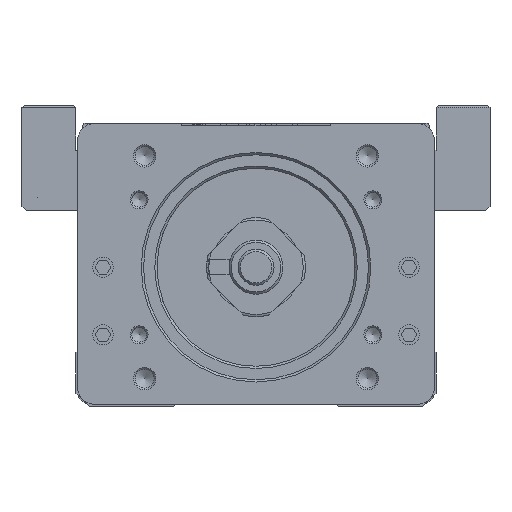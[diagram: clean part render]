
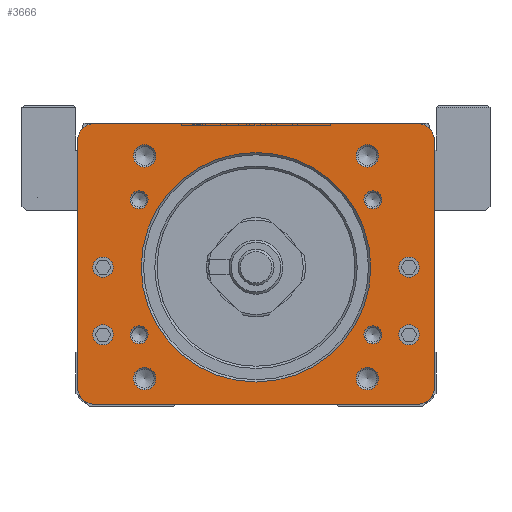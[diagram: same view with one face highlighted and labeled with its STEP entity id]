
A CAD part, front view. The second image highlights one B-rep face of the part: STEP entity #3666.
In plain terms, the highlighted planar face has unit normal (0, -1, 0).
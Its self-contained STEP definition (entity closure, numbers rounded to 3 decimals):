
#3666=ADVANCED_FACE('',(#6524,#6525,#6526,#6527,#6528,#6529,#6530,#6531,
#6532,#6533,#6534,#6535,#6536,#6537),#5274,.T.);
#5274=PLANE('',#35656);
#6524=FACE_BOUND('',#8536,.T.);
#6525=FACE_BOUND('',#8537,.T.);
#6526=FACE_BOUND('',#8538,.T.);
#6527=FACE_BOUND('',#8539,.T.);
#6528=FACE_BOUND('',#8540,.T.);
#6529=FACE_BOUND('',#8541,.T.);
#6530=FACE_BOUND('',#8542,.T.);
#6531=FACE_BOUND('',#8543,.T.);
#6532=FACE_BOUND('',#8544,.T.);
#6533=FACE_BOUND('',#8545,.T.);
#6534=FACE_BOUND('',#8546,.T.);
#6535=FACE_BOUND('',#8547,.T.);
#6536=FACE_BOUND('',#8548,.T.);
#6537=FACE_BOUND('',#8549,.T.);
#8536=EDGE_LOOP('',(#15639));
#8537=EDGE_LOOP('',(#15640));
#8538=EDGE_LOOP('',(#15641));
#8539=EDGE_LOOP('',(#15642));
#8540=EDGE_LOOP('',(#15643));
#8541=EDGE_LOOP('',(#15644));
#8542=EDGE_LOOP('',(#15645));
#8543=EDGE_LOOP('',(#15646));
#8544=EDGE_LOOP('',(#15647));
#8545=EDGE_LOOP('',(#15648));
#8546=EDGE_LOOP('',(#15649));
#8547=EDGE_LOOP('',(#15650));
#8548=EDGE_LOOP('',(#15651));
#8549=EDGE_LOOP('',(#15652,#15653,#15654,#15655,#15656,#15657,#15658,#15659));
#10177=CIRCLE('',#35466,4.);
#10178=CIRCLE('',#35468,4.);
#10179=CIRCLE('',#35470,2.);
#10180=CIRCLE('',#35472,2.);
#10181=CIRCLE('',#35474,2.);
#10182=CIRCLE('',#35476,2.);
#10183=CIRCLE('',#35478,2.5);
#10184=CIRCLE('',#35480,2.5);
#10185=CIRCLE('',#35482,2.5);
#10186=CIRCLE('',#35484,2.5);
#10187=CIRCLE('',#35486,25.5);
#10192=CIRCLE('',#35495,2.25);
#10194=CIRCLE('',#35498,2.25);
#10196=CIRCLE('',#35501,2.25);
#10198=CIRCLE('',#35504,2.25);
#10266=CIRCLE('',#35652,4.);
#10268=CIRCLE('',#35655,4.);
#15639=ORIENTED_EDGE('',*,*,#25322,.T.);
#15640=ORIENTED_EDGE('',*,*,#25321,.T.);
#15641=ORIENTED_EDGE('',*,*,#25320,.T.);
#15642=ORIENTED_EDGE('',*,*,#25319,.T.);
#15643=ORIENTED_EDGE('',*,*,#25318,.T.);
#15644=ORIENTED_EDGE('',*,*,#25317,.T.);
#15645=ORIENTED_EDGE('',*,*,#25316,.T.);
#15646=ORIENTED_EDGE('',*,*,#25315,.T.);
#15647=ORIENTED_EDGE('',*,*,#25314,.T.);
#15648=ORIENTED_EDGE('',*,*,#25334,.T.);
#15649=ORIENTED_EDGE('',*,*,#25332,.T.);
#15650=ORIENTED_EDGE('',*,*,#25330,.T.);
#15651=ORIENTED_EDGE('',*,*,#25328,.T.);
#15652=ORIENTED_EDGE('',*,*,#25499,.T.);
#15653=ORIENTED_EDGE('',*,*,#25502,.T.);
#15654=ORIENTED_EDGE('',*,*,#25503,.T.);
#15655=ORIENTED_EDGE('',*,*,#25438,.T.);
#15656=ORIENTED_EDGE('',*,*,#25312,.T.);
#15657=ORIENTED_EDGE('',*,*,#25376,.T.);
#15658=ORIENTED_EDGE('',*,*,#25309,.T.);
#15659=ORIENTED_EDGE('',*,*,#25431,.T.);
#21452=VERTEX_POINT('',#52593);
#21453=VERTEX_POINT('',#52595);
#21454=VERTEX_POINT('',#52599);
#21455=VERTEX_POINT('',#52601);
#21456=VERTEX_POINT('',#52605);
#21457=VERTEX_POINT('',#52608);
#21458=VERTEX_POINT('',#52611);
#21459=VERTEX_POINT('',#52614);
#21460=VERTEX_POINT('',#52617);
#21461=VERTEX_POINT('',#52620);
#21462=VERTEX_POINT('',#52623);
#21463=VERTEX_POINT('',#52626);
#21464=VERTEX_POINT('',#52629);
#21469=VERTEX_POINT('',#52644);
#21471=VERTEX_POINT('',#52649);
#21473=VERTEX_POINT('',#52654);
#21475=VERTEX_POINT('',#52659);
#21542=VERTEX_POINT('',#52968);
#21547=VERTEX_POINT('',#52982);
#21603=VERTEX_POINT('',#53125);
#21605=VERTEX_POINT('',#53131);
#25309=EDGE_CURVE('',#21453,#21452,#10177,.T.);
#25312=EDGE_CURVE('',#21455,#21454,#10178,.T.);
#25314=EDGE_CURVE('',#21456,#21456,#10179,.T.);
#25315=EDGE_CURVE('',#21457,#21457,#10180,.T.);
#25316=EDGE_CURVE('',#21458,#21458,#10181,.T.);
#25317=EDGE_CURVE('',#21459,#21459,#10182,.T.);
#25318=EDGE_CURVE('',#21460,#21460,#10183,.T.);
#25319=EDGE_CURVE('',#21461,#21461,#10184,.T.);
#25320=EDGE_CURVE('',#21462,#21462,#10185,.T.);
#25321=EDGE_CURVE('',#21463,#21463,#10186,.T.);
#25322=EDGE_CURVE('',#21464,#21464,#10187,.T.);
#25328=EDGE_CURVE('',#21469,#21469,#10192,.T.);
#25330=EDGE_CURVE('',#21471,#21471,#10194,.T.);
#25332=EDGE_CURVE('',#21473,#21473,#10196,.T.);
#25334=EDGE_CURVE('',#21475,#21475,#10198,.T.);
#25376=EDGE_CURVE('',#21454,#21453,#29252,.T.);
#25431=EDGE_CURVE('',#21452,#21542,#29277,.T.);
#25438=EDGE_CURVE('',#21547,#21455,#29284,.T.);
#25499=EDGE_CURVE('',#21542,#21603,#10266,.T.);
#25502=EDGE_CURVE('',#21603,#21605,#29310,.T.);
#25503=EDGE_CURVE('',#21605,#21547,#10268,.T.);
#29252=LINE('',#52804,#32516);
#29277=LINE('',#52969,#32541);
#29284=LINE('',#52981,#32548);
#29310=LINE('',#53130,#32574);
#32516=VECTOR('',#41923,1.);
#32541=VECTOR('',#42058,1.);
#32548=VECTOR('',#42067,1.);
#32574=VECTOR('',#42223,1.);
#35466=AXIS2_PLACEMENT_3D('',#52594,#41762,#41763);
#35468=AXIS2_PLACEMENT_3D('',#52600,#41768,#41769);
#35470=AXIS2_PLACEMENT_3D('',#52604,#41773,#41774);
#35472=AXIS2_PLACEMENT_3D('',#52607,#41777,#41778);
#35474=AXIS2_PLACEMENT_3D('',#52610,#41781,#41782);
#35476=AXIS2_PLACEMENT_3D('',#52613,#41785,#41786);
#35478=AXIS2_PLACEMENT_3D('',#52616,#41789,#41790);
#35480=AXIS2_PLACEMENT_3D('',#52619,#41793,#41794);
#35482=AXIS2_PLACEMENT_3D('',#52622,#41797,#41798);
#35484=AXIS2_PLACEMENT_3D('',#52625,#41801,#41802);
#35486=AXIS2_PLACEMENT_3D('',#52628,#41805,#41806);
#35495=AXIS2_PLACEMENT_3D('',#52643,#41824,#41825);
#35498=AXIS2_PLACEMENT_3D('',#52648,#41830,#41831);
#35501=AXIS2_PLACEMENT_3D('',#52653,#41836,#41837);
#35504=AXIS2_PLACEMENT_3D('',#52658,#41842,#41843);
#35652=AXIS2_PLACEMENT_3D('',#53124,#42216,#42217);
#35655=AXIS2_PLACEMENT_3D('',#53132,#42224,#42225);
#35656=AXIS2_PLACEMENT_3D('',#53133,#42226,#42227);
#41762=DIRECTION('',(0.,-1.,0.));
#41763=DIRECTION('',(1.,0.,0.));
#41768=DIRECTION('',(0.,-1.,0.));
#41769=DIRECTION('',(1.,0.,0.));
#41773=DIRECTION('',(0.,1.,0.));
#41774=DIRECTION('',(0.,0.,-1.));
#41777=DIRECTION('',(0.,1.,0.));
#41778=DIRECTION('',(0.,0.,-1.));
#41781=DIRECTION('',(0.,1.,0.));
#41782=DIRECTION('',(0.,0.,-1.));
#41785=DIRECTION('',(0.,1.,0.));
#41786=DIRECTION('',(0.,0.,-1.));
#41789=DIRECTION('',(0.,1.,0.));
#41790=DIRECTION('',(0.,0.,-1.));
#41793=DIRECTION('',(0.,1.,0.));
#41794=DIRECTION('',(0.,0.,-1.));
#41797=DIRECTION('',(0.,1.,0.));
#41798=DIRECTION('',(0.,0.,-1.));
#41801=DIRECTION('',(0.,1.,0.));
#41802=DIRECTION('',(0.,0.,-1.));
#41805=DIRECTION('',(0.,1.,0.));
#41806=DIRECTION('',(0.,0.,-1.));
#41824=DIRECTION('',(0.,1.,0.));
#41825=DIRECTION('',(0.,0.,-1.));
#41830=DIRECTION('',(0.,1.,0.));
#41831=DIRECTION('',(0.,0.,-1.));
#41836=DIRECTION('',(0.,1.,0.));
#41837=DIRECTION('',(0.,0.,-1.));
#41842=DIRECTION('',(0.,1.,0.));
#41843=DIRECTION('',(0.,0.,-1.));
#41923=DIRECTION('',(-1.,0.,0.));
#42058=DIRECTION('',(0.,0.,-1.));
#42067=DIRECTION('',(0.,0.,1.));
#42216=DIRECTION('',(0.,-1.,0.));
#42217=DIRECTION('',(1.,0.,0.));
#42223=DIRECTION('',(1.,0.,0.));
#42224=DIRECTION('',(0.,-1.,0.));
#42225=DIRECTION('',(1.,0.,0.));
#42226=DIRECTION('',(0.,-1.,0.));
#42227=DIRECTION('',(0.,0.,1.));
#52593=CARTESIAN_POINT('',(-39.7,-243.7,40.));
#52594=CARTESIAN_POINT('',(-35.7,-243.7,40.));
#52595=CARTESIAN_POINT('',(-35.7,-243.7,44.));
#52599=CARTESIAN_POINT('',(35.7,-243.7,44.));
#52600=CARTESIAN_POINT('',(35.7,-243.7,40.));
#52601=CARTESIAN_POINT('',(39.7,-243.7,40.));
#52604=CARTESIAN_POINT('',(-25.981,-243.7,27.));
#52605=CARTESIAN_POINT('',(-25.981,-243.7,25.));
#52607=CARTESIAN_POINT('',(-25.981,-243.7,-3.));
#52608=CARTESIAN_POINT('',(-25.981,-243.7,-5.));
#52610=CARTESIAN_POINT('',(25.981,-243.7,27.));
#52611=CARTESIAN_POINT('',(25.981,-243.7,25.));
#52613=CARTESIAN_POINT('',(25.981,-243.7,-3.));
#52614=CARTESIAN_POINT('',(25.981,-243.7,-5.));
#52616=CARTESIAN_POINT('',(24.749,-243.7,36.749));
#52617=CARTESIAN_POINT('',(24.749,-243.7,34.249));
#52619=CARTESIAN_POINT('',(24.749,-243.7,-12.749));
#52620=CARTESIAN_POINT('',(24.749,-243.7,-15.249));
#52622=CARTESIAN_POINT('',(-24.749,-243.7,-12.749));
#52623=CARTESIAN_POINT('',(-24.749,-243.7,-15.249));
#52625=CARTESIAN_POINT('',(-24.749,-243.7,36.749));
#52626=CARTESIAN_POINT('',(-24.749,-243.7,34.249));
#52628=CARTESIAN_POINT('',(0.,-243.7,12.));
#52629=CARTESIAN_POINT('',(0.,-243.7,-13.5));
#52643=CARTESIAN_POINT('',(34.,-243.7,12.));
#52644=CARTESIAN_POINT('',(34.,-243.7,9.75));
#52648=CARTESIAN_POINT('',(34.,-243.7,-3.));
#52649=CARTESIAN_POINT('',(34.,-243.7,-5.25));
#52653=CARTESIAN_POINT('',(-34.,-243.7,12.));
#52654=CARTESIAN_POINT('',(-34.,-243.7,9.75));
#52658=CARTESIAN_POINT('',(-34.,-243.7,-3.));
#52659=CARTESIAN_POINT('',(-34.,-243.7,-5.25));
#52804=CARTESIAN_POINT('',(35.7,-243.7,44.));
#52968=CARTESIAN_POINT('',(-39.7,-243.7,-14.5));
#52969=CARTESIAN_POINT('',(-39.7,-243.7,40.));
#52981=CARTESIAN_POINT('',(39.7,-243.7,-14.5));
#52982=CARTESIAN_POINT('',(39.7,-243.7,-14.5));
#53124=CARTESIAN_POINT('',(-35.7,-243.7,-14.5));
#53125=CARTESIAN_POINT('',(-35.7,-243.7,-18.5));
#53130=CARTESIAN_POINT('',(-35.7,-243.7,-18.5));
#53131=CARTESIAN_POINT('',(35.7,-243.7,-18.5));
#53132=CARTESIAN_POINT('',(35.7,-243.7,-14.5));
#53133=CARTESIAN_POINT('',(-35.7,-243.7,-14.5));
